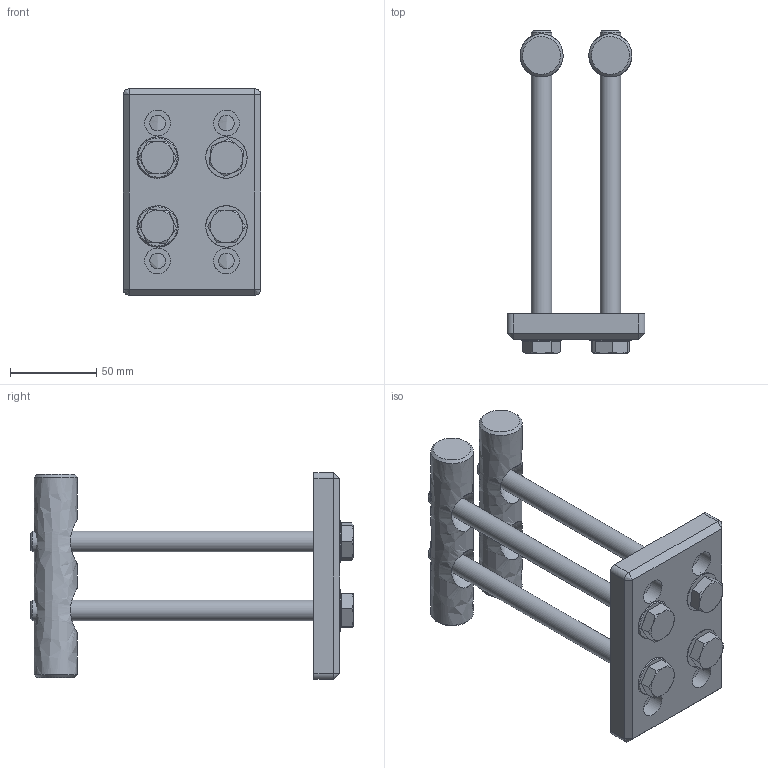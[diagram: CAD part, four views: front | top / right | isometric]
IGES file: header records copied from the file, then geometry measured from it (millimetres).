
Global section: file name: SV6008V_A; native system: Autodesk Inventor 2015; preprocessor: unknown; author: Feuerhake; date: 20151127.112636; units: millimetre
Bounding box: 80 x 187.5 x 120 mm (x, y, z)
Volume: 320612.5 mm3; surface area: 84904.2 mm2
Topology: 11 solids, 11 shells, 156 faces, 374 edges, 252 vertices
Faces by surface type: bspline 156
